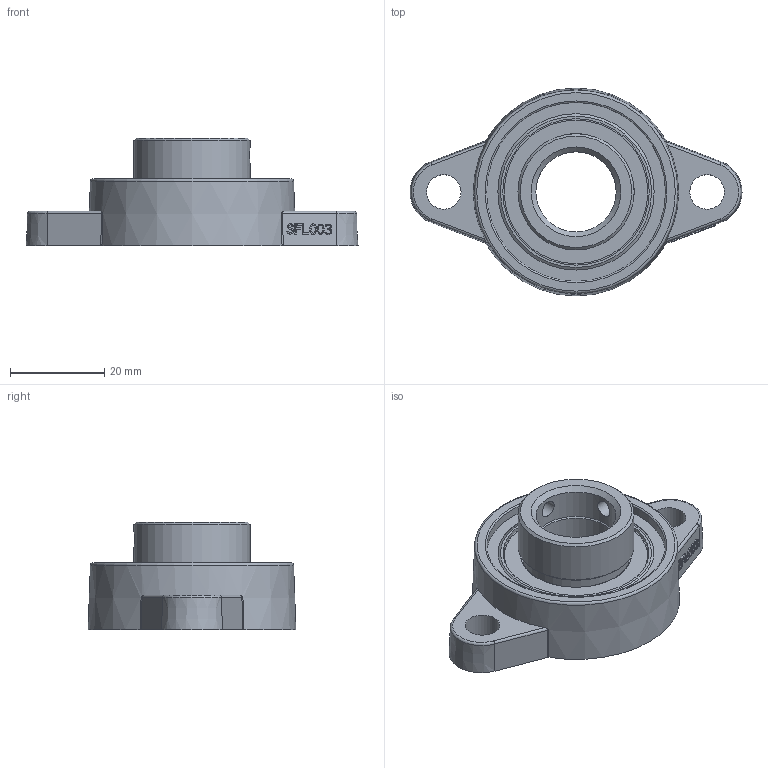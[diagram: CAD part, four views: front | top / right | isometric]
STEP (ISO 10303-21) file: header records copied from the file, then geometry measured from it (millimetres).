
FILE_DESCRIPTION(/* description */ (''),/* implementation_level */ '2;1');
FILE_NAME(/* name */ 'MUFL003.stp',/* time_stamp */ '2016-02-03T14:25:39+01:00',/* author */ ('fje'),/* organization */ (''),/* preprocessor_version */ 'ST-DEVELOPER v15.2',/* originating_system */ 'Autodesk Inventor 2014',/* authorisation */ '');
FILE_SCHEMA (('AUTOMOTIVE_DESIGN { 1 0 10303 214 3 1 1 }'));
Length unit declared in the file: millimetre
Products named in the file (1): Part12
Bounding box: 70.3 x 44 x 22.85 mm (x, y, z)
Volume: 18195.8 mm3; surface area: 11005.1 mm2
Topology: 2 solids, 3 shells, 307 faces, 839 edges, 557 vertices
Faces by surface type: plane 254, cylinder 20, cone 19, bspline 10, torus 4
Full cylindrical faces by diameter (mm): 3.6 x2, 7.3 x2, 17 x2, 20.5 x1, 22.8 x2, 23.4 x2, 24.6 x1, 30.4 x2, 31 x2
Entity records: 10330 total; most frequent: CARTESIAN_POINT 2357, ORIENTED_EDGE 1610, DIRECTION 1449, EDGE_CURVE 805, LINE 673, VECTOR 673, VERTEX_POINT 552, AXIS2_PLACEMENT_3D 388
